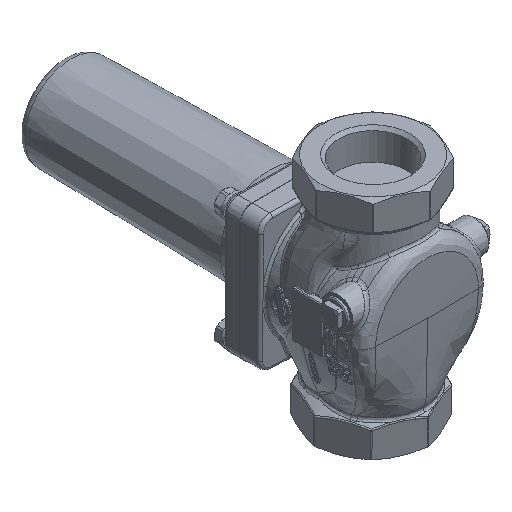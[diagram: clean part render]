
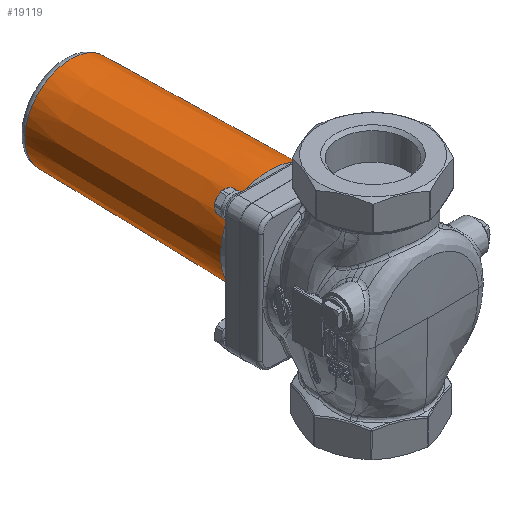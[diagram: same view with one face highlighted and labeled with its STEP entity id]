
A CAD part, isometric view. The second image highlights one B-rep face of the part: STEP entity #19119.
In plain terms, the highlighted conical face has half-angle 1 degrees and reference radius 33 mm.
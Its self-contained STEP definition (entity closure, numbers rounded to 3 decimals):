
#1952=FACE_BOUND($,#3482,.T.);
#1995=CONICAL_SURFACE($,#20494,33.,1.);
#2231=FACE_OUTER_BOUND($,#3481,.T.);
#3481=EDGE_LOOP($,(#12079,#12080,#12081,#12082,#12083,#12084,#12085,#12086));
#3482=EDGE_LOOP($,(#12087));
#4608=CIRCLE($,#20236,32.743);
#4639=CIRCLE($,#20277,32.743);
#4694=CIRCLE($,#20493,30.45);
#4695=CIRCLE($,#20495,32.743);
#4696=CIRCLE($,#20496,32.743);
#5433=B_SPLINE_CURVE_WITH_KNOTS($,3,(#27822,#27823,#27824,#27825,#27826,
#27827,#27828),.UNSPECIFIED.,.F.,.F.,(4,1,1,1,4),(-3.142,-2.244,
-0.449,1.346,3.142),.UNSPECIFIED.);
#5434=B_SPLINE_CURVE_WITH_KNOTS($,3,(#27829,#27830,#27831,#27832,#27833,
#27834,#27835),.UNSPECIFIED.,.F.,.F.,(4,1,1,1,4),(-3.142,-2.244,
-0.449,1.346,3.142),.UNSPECIFIED.);
#5435=B_SPLINE_CURVE_WITH_KNOTS($,3,(#27837,#27838,#27839,#27840,#27841,
#27842,#27843),.UNSPECIFIED.,.F.,.F.,(4,1,1,1,4),(-3.142,-2.244,
-0.449,1.346,3.142),.UNSPECIFIED.);
#5436=B_SPLINE_CURVE_WITH_KNOTS($,3,(#27846,#27847,#27848,#27849,#27850,
#27851,#27852),.UNSPECIFIED.,.F.,.F.,(4,1,1,1,4),(-3.142,-2.244,
-0.449,1.346,3.142),.UNSPECIFIED.);
#6782=VERTEX_POINT($,#26730);
#6783=VERTEX_POINT($,#26732);
#6837=VERTEX_POINT($,#26910);
#6838=VERTEX_POINT($,#26912);
#7007=VERTEX_POINT($,#27816);
#7008=VERTEX_POINT($,#27819);
#7009=VERTEX_POINT($,#27820);
#7010=VERTEX_POINT($,#27836);
#7011=VERTEX_POINT($,#27844);
#8527=EDGE_CURVE($,#6782,#6783,#4608,.T.);
#8586=EDGE_CURVE($,#6837,#6838,#4639,.T.);
#8871=EDGE_CURVE($,#7007,#7007,#4694,.T.);
#8872=EDGE_CURVE($,#7008,#7009,#4695,.T.);
#8873=EDGE_CURVE($,#6838,#7008,#5433,.T.);
#8874=EDGE_CURVE($,#6783,#6837,#5434,.T.);
#8875=EDGE_CURVE($,#7010,#6782,#5435,.T.);
#8876=EDGE_CURVE($,#7011,#7010,#4696,.T.);
#8877=EDGE_CURVE($,#7009,#7011,#5436,.T.);
#12079=ORIENTED_EDGE($,*,*,#8872,.F.);
#12080=ORIENTED_EDGE($,*,*,#8873,.F.);
#12081=ORIENTED_EDGE($,*,*,#8586,.F.);
#12082=ORIENTED_EDGE($,*,*,#8874,.F.);
#12083=ORIENTED_EDGE($,*,*,#8527,.F.);
#12084=ORIENTED_EDGE($,*,*,#8875,.F.);
#12085=ORIENTED_EDGE($,*,*,#8876,.F.);
#12086=ORIENTED_EDGE($,*,*,#8877,.F.);
#12087=ORIENTED_EDGE($,*,*,#8871,.F.);
#19119=ADVANCED_FACE($,(#2231,#1952),#1995,.T.);
#20236=AXIS2_PLACEMENT_3D($,#26733,#21818,#21819);
#20277=AXIS2_PLACEMENT_3D($,#26913,#21920,#21921);
#20493=AXIS2_PLACEMENT_3D($,#27817,#22512,#22513);
#20494=AXIS2_PLACEMENT_3D($,#27818,#22514,#22515);
#20495=AXIS2_PLACEMENT_3D($,#27821,#22516,#22517);
#20496=AXIS2_PLACEMENT_3D($,#27845,#22518,#22519);
#21818=DIRECTION('center_axis',(0.,-1.,0.));
#21819=DIRECTION('ref_axis',(-1.,0.,0.));
#21920=DIRECTION('center_axis',(0.,-1.,0.));
#21921=DIRECTION('ref_axis',(-1.,0.,0.));
#22512=DIRECTION('center_axis',(0.,1.,0.));
#22513=DIRECTION('ref_axis',(-1.,0.,0.));
#22514=DIRECTION('center_axis',(0.,-1.,0.));
#22515=DIRECTION('ref_axis',(-1.,0.,0.));
#22516=DIRECTION('center_axis',(0.,-1.,0.));
#22517=DIRECTION('ref_axis',(-1.,0.,0.));
#22518=DIRECTION('center_axis',(0.,-1.,0.));
#22519=DIRECTION('ref_axis',(-1.,0.,0.));
#26730=CARTESIAN_POINT('',(-148.736,204.396,-211.99));
#26732=CARTESIAN_POINT('',(-133.835,204.396,-226.891));
#26733=CARTESIAN_POINT('Origin',(-119.364,204.396,-197.52));
#26910=CARTESIAN_POINT('',(-104.894,204.396,-226.891));
#26912=CARTESIAN_POINT('',(-89.993,204.396,-211.99));
#26913=CARTESIAN_POINT('Origin',(-119.364,204.396,-197.52));
#27816=CARTESIAN_POINT('',(-88.914,335.745,-197.52));
#27817=CARTESIAN_POINT('Origin',(-119.364,335.745,-197.52));
#27818=CARTESIAN_POINT('Origin',(-119.364,189.658,-197.52));
#27819=CARTESIAN_POINT('',(-89.993,204.396,-183.049));
#27820=CARTESIAN_POINT('',(-104.894,204.396,-168.148));
#27821=CARTESIAN_POINT('Origin',(-119.364,204.396,-197.52));
#27822=CARTESIAN_POINT('Ctrl Pts',(-89.993,204.396,-211.99));
#27823=CARTESIAN_POINT('Ctrl Pts',(-89.361,204.396,-210.709));
#27824=CARTESIAN_POINT('Ctrl Pts',(-87.717,204.169,-206.745));
#27825=CARTESIAN_POINT('Ctrl Pts',(-86.301,203.509,-199.689));
#27826=CARTESIAN_POINT('Ctrl Pts',(-86.873,203.825,-191.055));
#27827=CARTESIAN_POINT('Ctrl Pts',(-88.73,204.396,-185.612));
#27828=CARTESIAN_POINT('Ctrl Pts',(-89.993,204.396,-183.049));
#27829=CARTESIAN_POINT('Ctrl Pts',(-133.835,204.396,-226.891));
#27830=CARTESIAN_POINT('Ctrl Pts',(-132.553,204.396,-227.523));
#27831=CARTESIAN_POINT('Ctrl Pts',(-128.59,204.169,-229.167));
#27832=CARTESIAN_POINT('Ctrl Pts',(-121.534,203.509,-230.583));
#27833=CARTESIAN_POINT('Ctrl Pts',(-112.9,203.825,-230.011));
#27834=CARTESIAN_POINT('Ctrl Pts',(-107.457,204.396,-228.154));
#27835=CARTESIAN_POINT('Ctrl Pts',(-104.894,204.396,-226.891));
#27836=CARTESIAN_POINT('',(-148.736,204.396,-183.049));
#27837=CARTESIAN_POINT('Ctrl Pts',(-148.736,204.396,-183.049));
#27838=CARTESIAN_POINT('Ctrl Pts',(-149.367,204.396,-184.331));
#27839=CARTESIAN_POINT('Ctrl Pts',(-151.012,204.169,-188.294));
#27840=CARTESIAN_POINT('Ctrl Pts',(-152.428,203.509,-195.35));
#27841=CARTESIAN_POINT('Ctrl Pts',(-151.856,203.825,-203.984));
#27842=CARTESIAN_POINT('Ctrl Pts',(-149.999,204.396,-209.427));
#27843=CARTESIAN_POINT('Ctrl Pts',(-148.736,204.396,-211.99));
#27844=CARTESIAN_POINT('',(-133.835,204.396,-168.148));
#27845=CARTESIAN_POINT('Origin',(-119.364,204.396,-197.52));
#27846=CARTESIAN_POINT('Ctrl Pts',(-104.894,204.396,-168.148));
#27847=CARTESIAN_POINT('Ctrl Pts',(-106.175,204.396,-167.517));
#27848=CARTESIAN_POINT('Ctrl Pts',(-110.139,204.169,-165.872));
#27849=CARTESIAN_POINT('Ctrl Pts',(-117.195,203.509,-164.456));
#27850=CARTESIAN_POINT('Ctrl Pts',(-125.829,203.825,-165.028));
#27851=CARTESIAN_POINT('Ctrl Pts',(-131.272,204.396,-166.885));
#27852=CARTESIAN_POINT('Ctrl Pts',(-133.835,204.396,-168.148));
